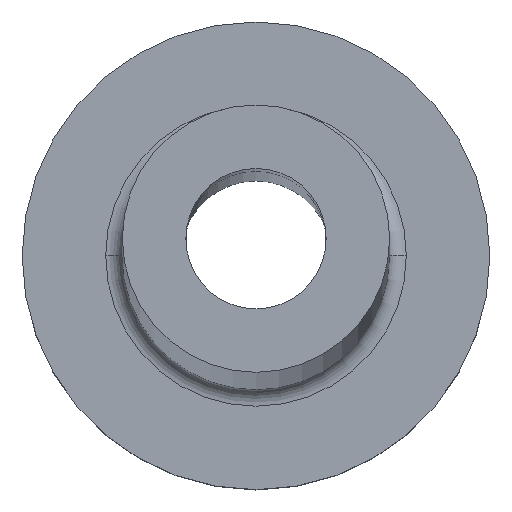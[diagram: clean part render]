
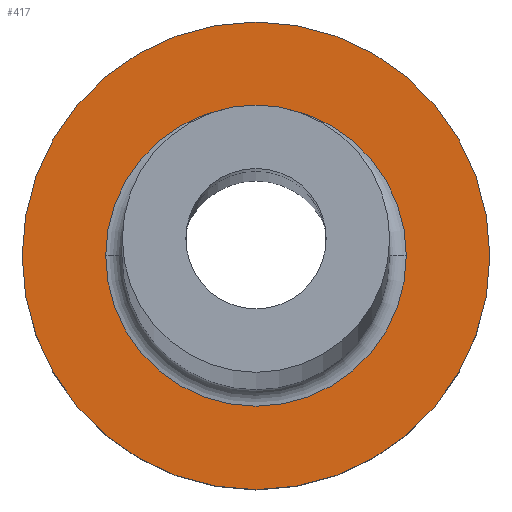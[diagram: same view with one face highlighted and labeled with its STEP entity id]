
A CAD part, top view. The second image highlights one B-rep face of the part: STEP entity #417.
In plain terms, the highlighted planar face has unit normal (0, 0, 1).
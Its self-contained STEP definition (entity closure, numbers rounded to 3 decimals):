
#1 = PLANE ( 'NONE',  #64 ) ;
#14 = CIRCLE ( 'NONE', #121, 4.5 ) ;
#15 = DIRECTION ( 'NONE',  ( 1., 0., 0. ) ) ;
#19 = CARTESIAN_POINT ( 'NONE',  ( 0., 0., 5. ) ) ;
#44 = CIRCLE ( 'NONE', #146, 4.5 ) ;
#47 = AXIS2_PLACEMENT_3D ( 'NONE', #19, #399, #15 ) ;
#64 = AXIS2_PLACEMENT_3D ( 'NONE', #126, #186, #352 ) ;
#85 = CARTESIAN_POINT ( 'NONE',  ( 0., 0., 5. ) ) ;
#107 = EDGE_CURVE ( 'NONE', #203, #293, #44, .T. ) ;
#111 = EDGE_CURVE ( 'NONE', #174, #354, #456, .T. ) ;
#117 = DIRECTION ( 'NONE',  ( 1., 0., 0. ) ) ;
#121 = AXIS2_PLACEMENT_3D ( 'NONE', #366, #260, #117 ) ;
#126 = CARTESIAN_POINT ( 'NONE',  ( 0., 0., 5. ) ) ;
#145 = ORIENTED_EDGE ( 'NONE', *, *, #173, .T. ) ;
#146 = AXIS2_PLACEMENT_3D ( 'NONE', #85, #361, #394 ) ;
#167 = CIRCLE ( 'NONE', #200, 7. ) ;
#173 = EDGE_CURVE ( 'NONE', #293, #203, #14, .T. ) ;
#174 = VERTEX_POINT ( 'NONE', #359 ) ;
#186 = DIRECTION ( 'NONE',  ( 0., 0., 1. ) ) ;
#200 = AXIS2_PLACEMENT_3D ( 'NONE', #242, #305, #275 ) ;
#203 = VERTEX_POINT ( 'NONE', #449 ) ;
#212 = EDGE_CURVE ( 'NONE', #354, #174, #167, .T. ) ;
#213 = FACE_BOUND ( 'NONE', #337, .T. ) ;
#242 = CARTESIAN_POINT ( 'NONE',  ( 0., 0., 5. ) ) ;
#243 = CARTESIAN_POINT ( 'NONE',  ( -7., 0., 5. ) ) ;
#260 = DIRECTION ( 'NONE',  ( 0., 0., -1. ) ) ;
#262 = ORIENTED_EDGE ( 'NONE', *, *, #107, .T. ) ;
#275 = DIRECTION ( 'NONE',  ( 1., 0., 0. ) ) ;
#293 = VERTEX_POINT ( 'NONE', #409 ) ;
#305 = DIRECTION ( 'NONE',  ( 0., 0., 1. ) ) ;
#313 = FACE_OUTER_BOUND ( 'NONE', #373, .T. ) ;
#337 = EDGE_LOOP ( 'NONE', ( #145, #262 ) ) ;
#352 = DIRECTION ( 'NONE',  ( 1., 0., 0. ) ) ;
#354 = VERTEX_POINT ( 'NONE', #243 ) ;
#359 = CARTESIAN_POINT ( 'NONE',  ( 7., 0., 5. ) ) ;
#361 = DIRECTION ( 'NONE',  ( 0., 0., -1. ) ) ;
#366 = CARTESIAN_POINT ( 'NONE',  ( 0., 0., 5. ) ) ;
#373 = EDGE_LOOP ( 'NONE', ( #460, #414 ) ) ;
#394 = DIRECTION ( 'NONE',  ( 1., 0., 0. ) ) ;
#399 = DIRECTION ( 'NONE',  ( 0., 0., 1. ) ) ;
#409 = CARTESIAN_POINT ( 'NONE',  ( 4.5, 0., 5. ) ) ;
#414 = ORIENTED_EDGE ( 'NONE', *, *, #111, .T. ) ;
#417 = ADVANCED_FACE ( 'NONE', ( #213, #313 ), #1, .T. ) ;
#449 = CARTESIAN_POINT ( 'NONE',  ( -4.5, 0., 5. ) ) ;
#456 = CIRCLE ( 'NONE', #47, 7. ) ;
#460 = ORIENTED_EDGE ( 'NONE', *, *, #212, .T. ) ;
